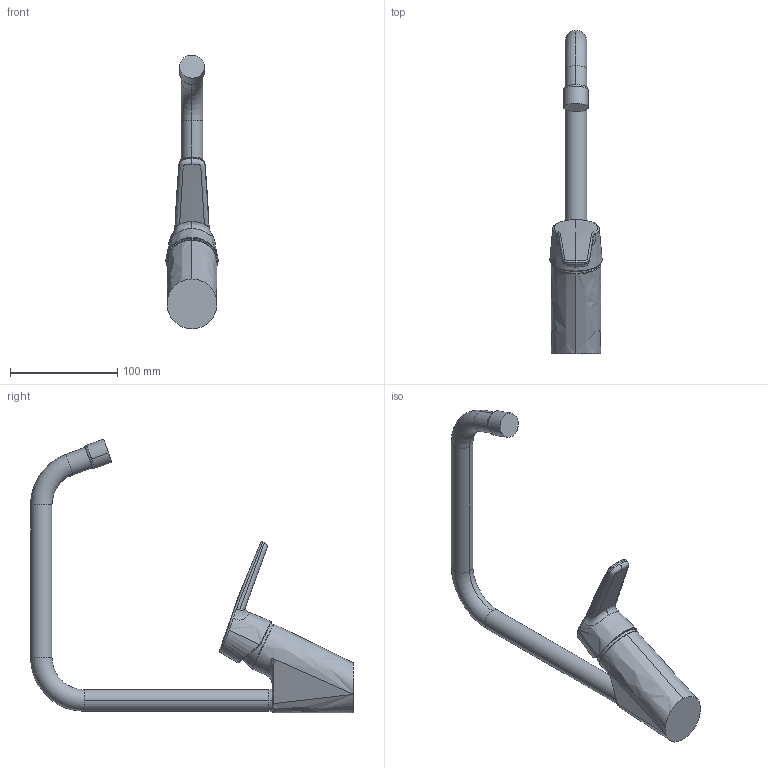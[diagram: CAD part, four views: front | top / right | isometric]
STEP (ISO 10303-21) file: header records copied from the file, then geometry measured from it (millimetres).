
FILE_DESCRIPTION (( 'STEP AP203' ), '1' );
FILE_NAME ('5270220300046(2022)+5270220300066(2022).STEP', '2022-02-23T08:14:37', ( '' ), ( '' ), 'SwSTEP 2.0', 'SolidWorks 2016', '' );
FILE_SCHEMA (( 'CONFIG_CONTROL_DESIGN' ));
Length unit declared in the file: millimetre
Products named in the file (1): 5270220300046(2022)+5270220300066(2022)
Bounding box: 48.62 x 300.7 x 254.89 mm (x, y, z)
Volume: 416249.4 mm3; surface area: 58775.7 mm2
Topology: 1 solids, 1 shells, 77 faces, 219 edges, 145 vertices
Faces by surface type: bspline 46, cylinder 11, plane 9, torus 6, cone 5
Entity records: 15619 total; most frequent: CARTESIAN_POINT 13953, ORIENTED_EDGE 438, EDGE_CURVE 219, DIRECTION 178, B_SPLINE_CURVE_WITH_KNOTS 145, VERTEX_POINT 145, EDGE_LOOP 78, FACE_OUTER_BOUND 77
